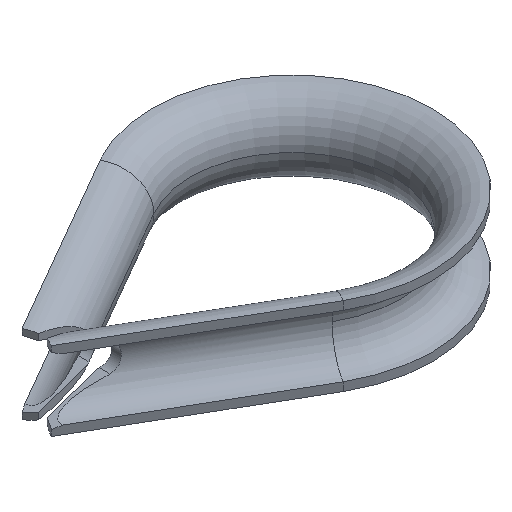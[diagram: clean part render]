
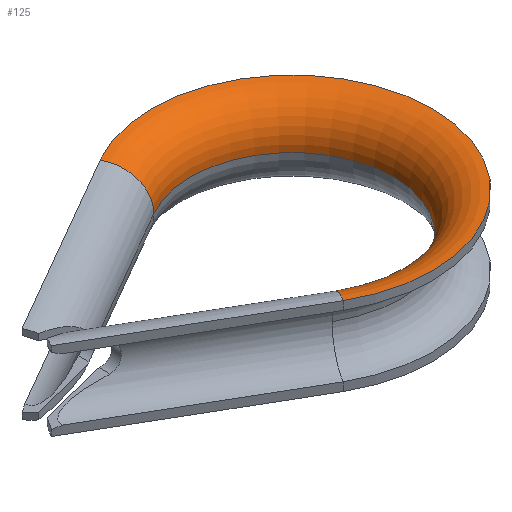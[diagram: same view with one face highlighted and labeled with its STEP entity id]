
A CAD part, isometric view. The second image highlights one B-rep face of the part: STEP entity #125.
In plain terms, the highlighted toroidal (fillet/blend) face has major radius 25 mm and minor radius 7 mm.
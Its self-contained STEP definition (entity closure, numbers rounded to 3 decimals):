
#40 = CARTESIAN_POINT ( 'NONE',  ( -12.514, -21.643, 7. ) ) ;
#70 = CARTESIAN_POINT ( 'NONE',  ( -12.514, 21.643, 0. ) ) ;
#71 = DIRECTION ( 'NONE',  ( 0., 0., -1. ) ) ;
#125 = ADVANCED_FACE ( 'NONE', ( #250 ), #450, .T. ) ;
#142 = CIRCLE ( 'NONE', #560, 7. ) ;
#154 = AXIS2_PLACEMENT_3D ( 'NONE', #70, #594, #1029 ) ;
#179 = CARTESIAN_POINT ( 'NONE',  ( -12.514, 21.643, 7. ) ) ;
#225 = CIRCLE ( 'NONE', #154, 7. ) ;
#233 = VERTEX_POINT ( 'NONE', #335 ) ;
#250 = FACE_OUTER_BOUND ( 'NONE', #543, .T. ) ;
#323 = ORIENTED_EDGE ( 'NONE', *, *, #1090, .F. ) ;
#335 = CARTESIAN_POINT ( 'NONE',  ( -9.01, -15.583, 0. ) ) ;
#350 = EDGE_CURVE ( 'NONE', #556, #233, #590, .T. ) ;
#409 = ORIENTED_EDGE ( 'NONE', *, *, #350, .T. ) ;
#450 = TOROIDAL_SURFACE ( 'NONE', #487, 25., 7. ) ;
#487 = AXIS2_PLACEMENT_3D ( 'NONE', #572, #855, #1016 ) ;
#501 = AXIS2_PLACEMENT_3D ( 'NONE', #944, #614, #599 ) ;
#543 = EDGE_LOOP ( 'NONE', ( #917, #409, #715, #323 ) ) ;
#556 = VERTEX_POINT ( 'NONE', #920 ) ;
#560 = AXIS2_PLACEMENT_3D ( 'NONE', #885, #729, #892 ) ;
#572 = CARTESIAN_POINT ( 'NONE',  ( 0., 0., 0. ) ) ;
#590 = CIRCLE ( 'NONE', #1051, 18. ) ;
#592 = VERTEX_POINT ( 'NONE', #40 ) ;
#594 = DIRECTION ( 'NONE',  ( -0.866, -0.501, 0. ) ) ;
#599 = DIRECTION ( 'NONE',  ( -1., 0., 0. ) ) ;
#614 = DIRECTION ( 'NONE',  ( 0., 0., -1. ) ) ;
#695 = EDGE_CURVE ( 'NONE', #556, #1131, #225, .T. ) ;
#715 = ORIENTED_EDGE ( 'NONE', *, *, #912, .T. ) ;
#729 = DIRECTION ( 'NONE',  ( 0.866, -0.501, 0. ) ) ;
#782 = CARTESIAN_POINT ( 'NONE',  ( 0., 0., 0. ) ) ;
#855 = DIRECTION ( 'NONE',  ( 0., 0., -1. ) ) ;
#881 = DIRECTION ( 'NONE',  ( -1., 0., 0. ) ) ;
#885 = CARTESIAN_POINT ( 'NONE',  ( -12.514, -21.643, 0. ) ) ;
#892 = DIRECTION ( 'NONE',  ( 0., 0., 1. ) ) ;
#912 = EDGE_CURVE ( 'NONE', #233, #592, #142, .T. ) ;
#917 = ORIENTED_EDGE ( 'NONE', *, *, #695, .F. ) ;
#920 = CARTESIAN_POINT ( 'NONE',  ( -9.01, 15.583, 0. ) ) ;
#921 = CIRCLE ( 'NONE', #501, 25. ) ;
#944 = CARTESIAN_POINT ( 'NONE',  ( 0., 0., 7. ) ) ;
#1016 = DIRECTION ( 'NONE',  ( -1., 0., 0. ) ) ;
#1029 = DIRECTION ( 'NONE',  ( 0., 0., 1. ) ) ;
#1051 = AXIS2_PLACEMENT_3D ( 'NONE', #782, #71, #881 ) ;
#1090 = EDGE_CURVE ( 'NONE', #1131, #592, #921, .T. ) ;
#1131 = VERTEX_POINT ( 'NONE', #179 ) ;
